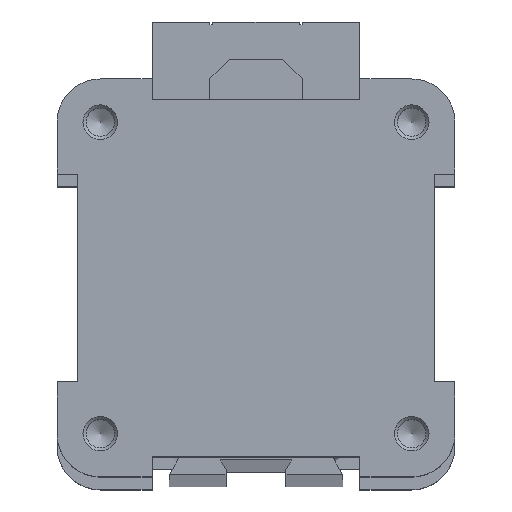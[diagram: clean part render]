
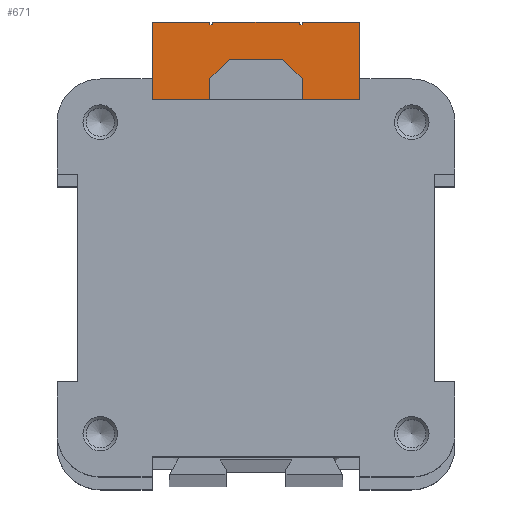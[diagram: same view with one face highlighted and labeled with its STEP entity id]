
A CAD part, top view. The second image highlights one B-rep face of the part: STEP entity #671.
In plain terms, the highlighted planar face has unit normal (0, 0, 1).
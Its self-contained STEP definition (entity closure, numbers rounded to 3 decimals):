
#671 = ADVANCED_FACE( '', ( #1361 ), #1362, .T. );
#1361 = FACE_OUTER_BOUND( '', #2060, .T. );
#1362 = PLANE( '', #2061 );
#2060 = EDGE_LOOP( '', ( #3800, #3801, #3802, #3803, #3804, #3805, #3806, #3807, #3808, #3809, #3810, #3811, #3812, #3813, #3814, #3815 ) );
#2061 = AXIS2_PLACEMENT_3D( '', #3816, #3817, #3818 );
#3800 = ORIENTED_EDGE( '', *, *, #4196, .T. );
#3801 = ORIENTED_EDGE( '', *, *, #4594, .T. );
#3802 = ORIENTED_EDGE( '', *, *, #4394, .T. );
#3803 = ORIENTED_EDGE( '', *, *, #4737, .T. );
#3804 = ORIENTED_EDGE( '', *, *, #4740, .T. );
#3805 = ORIENTED_EDGE( '', *, *, #4507, .T. );
#3806 = ORIENTED_EDGE( '', *, *, #4477, .T. );
#3807 = ORIENTED_EDGE( '', *, *, #4320, .T. );
#3808 = ORIENTED_EDGE( '', *, *, #4052, .T. );
#3809 = ORIENTED_EDGE( '', *, *, #4645, .T. );
#3810 = ORIENTED_EDGE( '', *, *, #4471, .T. );
#3811 = ORIENTED_EDGE( '', *, *, #4324, .T. );
#3812 = ORIENTED_EDGE( '', *, *, #4520, .T. );
#3813 = ORIENTED_EDGE( '', *, *, #4725, .T. );
#3814 = ORIENTED_EDGE( '', *, *, #4314, .T. );
#3815 = ORIENTED_EDGE( '', *, *, #4512, .T. );
#3816 = CARTESIAN_POINT( '', ( 0., 0., 576. ) );
#3817 = DIRECTION( '', ( 0., 0., 1. ) );
#3818 = DIRECTION( '', ( 1., 0., 0. ) );
#4052 = EDGE_CURVE( '', #4798, #4796, #4799, .T. );
#4196 = EDGE_CURVE( '', #5060, #5058, #5061, .T. );
#4314 = EDGE_CURVE( '', #5252, #5250, #5253, .T. );
#4320 = EDGE_CURVE( '', #5261, #4798, #5262, .T. );
#4324 = EDGE_CURVE( '', #5267, #5265, #5268, .T. );
#4394 = EDGE_CURVE( '', #5370, #5368, #5371, .T. );
#4471 = EDGE_CURVE( '', #5485, #5267, #5486, .T. );
#4477 = EDGE_CURVE( '', #5493, #5261, #5494, .T. );
#4507 = EDGE_CURVE( '', #5537, #5493, #5538, .T. );
#4512 = EDGE_CURVE( '', #5250, #5060, #5545, .T. );
#4520 = EDGE_CURVE( '', #5265, #5553, #5555, .T. );
#4594 = EDGE_CURVE( '', #5058, #5370, #5652, .T. );
#4645 = EDGE_CURVE( '', #4796, #5485, #5721, .T. );
#4725 = EDGE_CURVE( '', #5553, #5252, #5805, .T. );
#4737 = EDGE_CURVE( '', #5368, #5816, #5818, .T. );
#4740 = EDGE_CURVE( '', #5816, #5537, #5821, .T. );
#4796 = VERTEX_POINT( '', #5880 );
#4798 = VERTEX_POINT( '', #5883 );
#4799 = LINE( '', #5884, #5885 );
#5058 = VERTEX_POINT( '', #6238 );
#5060 = VERTEX_POINT( '', #6241 );
#5061 = LINE( '', #6242, #6243 );
#5250 = VERTEX_POINT( '', #6508 );
#5252 = VERTEX_POINT( '', #6511 );
#5253 = LINE( '', #6512, #6513 );
#5261 = VERTEX_POINT( '', #6522 );
#5262 = LINE( '', #6523, #6524 );
#5265 = VERTEX_POINT( '', #6528 );
#5267 = VERTEX_POINT( '', #6531 );
#5268 = LINE( '', #6532, #6533 );
#5368 = VERTEX_POINT( '', #6676 );
#5370 = VERTEX_POINT( '', #6679 );
#5371 = LINE( '', #6680, #6681 );
#5485 = VERTEX_POINT( '', #6840 );
#5486 = LINE( '', #6841, #6842 );
#5493 = VERTEX_POINT( '', #6852 );
#5494 = LINE( '', #6853, #6854 );
#5537 = VERTEX_POINT( '', #6918 );
#5538 = LINE( '', #6919, #6920 );
#5545 = LINE( '', #6928, #6929 );
#5553 = VERTEX_POINT( '', #6941 );
#5555 = LINE( '', #6944, #6945 );
#5652 = LINE( '', #7086, #7087 );
#5721 = LINE( '', #7183, #7184 );
#5805 = LINE( '', #7299, #7300 );
#5816 = VERTEX_POINT( '', #7313 );
#5818 = CIRCLE( '', #7316, 20. );
#5821 = LINE( '', #7319, #7320 );
#5880 = CARTESIAN_POINT( '', ( 8., 44., 576. ) );
#5883 = CARTESIAN_POINT( '', ( 8., 44.5, 576. ) );
#5884 = CARTESIAN_POINT( '', ( 8., 44.5, 576. ) );
#5885 = VECTOR( '', #7372, 1000. );
#6238 = CARTESIAN_POINT( '', ( -18., 29., 576. ) );
#6241 = CARTESIAN_POINT( '', ( -18., 44.5, 576. ) );
#6242 = CARTESIAN_POINT( '', ( -18., 44.5, 576. ) );
#6243 = VECTOR( '', #7552, 1000. );
#6508 = CARTESIAN_POINT( '', ( -8., 44.5, 576. ) );
#6511 = CARTESIAN_POINT( '', ( -8., 44., 576. ) );
#6512 = CARTESIAN_POINT( '', ( -8., 44., 576. ) );
#6513 = VECTOR( '', #7672, 1000. );
#6522 = CARTESIAN_POINT( '', ( 18., 44.5, 576. ) );
#6523 = CARTESIAN_POINT( '', ( 18., 44.5, 576. ) );
#6524 = VECTOR( '', #7680, 1000. );
#6528 = CARTESIAN_POINT( '', ( -7.5, 44.5, 576. ) );
#6531 = CARTESIAN_POINT( '', ( 7.5, 44.5, 576. ) );
#6532 = CARTESIAN_POINT( '', ( 7.5, 44.5, 576. ) );
#6533 = VECTOR( '', #7683, 1000. );
#6676 = CARTESIAN_POINT( '', ( -4., 19.596, 576. ) );
#6679 = CARTESIAN_POINT( '', ( -4., 29., 576. ) );
#6680 = CARTESIAN_POINT( '', ( -4., 29., 576. ) );
#6681 = VECTOR( '', #7746, 1000. );
#6840 = CARTESIAN_POINT( '', ( 7.5, 44., 576. ) );
#6841 = CARTESIAN_POINT( '', ( 7.5, 44., 576. ) );
#6842 = VECTOR( '', #7819, 1000. );
#6852 = CARTESIAN_POINT( '', ( 18., 29., 576. ) );
#6853 = CARTESIAN_POINT( '', ( 18., 29., 576. ) );
#6854 = VECTOR( '', #7823, 1000. );
#6918 = CARTESIAN_POINT( '', ( 4., 29., 576. ) );
#6919 = CARTESIAN_POINT( '', ( -18., 29., 576. ) );
#6920 = VECTOR( '', #7845, 1000. );
#6928 = CARTESIAN_POINT( '', ( -8., 44.5, 576. ) );
#6929 = VECTOR( '', #7853, 1000. );
#6941 = CARTESIAN_POINT( '', ( -7.5, 44., 576. ) );
#6944 = CARTESIAN_POINT( '', ( -7.5, 44.5, 576. ) );
#6945 = VECTOR( '', #7859, 1000. );
#7086 = CARTESIAN_POINT( '', ( -18., 29., 576. ) );
#7087 = VECTOR( '', #7937, 1000. );
#7183 = CARTESIAN_POINT( '', ( 8., 44., 576. ) );
#7184 = VECTOR( '', #7989, 1000. );
#7299 = CARTESIAN_POINT( '', ( -7.5, 44., 576. ) );
#7300 = VECTOR( '', #8039, 1000. );
#7313 = CARTESIAN_POINT( '', ( 4., 19.596, 576. ) );
#7316 = AXIS2_PLACEMENT_3D( '', #8043, #8044, #8045 );
#7319 = CARTESIAN_POINT( '', ( 4., 19.596, 576. ) );
#7320 = VECTOR( '', #8046, 1000. );
#7372 = DIRECTION( '', ( 0., -1., 0. ) );
#7552 = DIRECTION( '', ( 0., -1., 0. ) );
#7672 = DIRECTION( '', ( 0., 1., 0. ) );
#7680 = DIRECTION( '', ( -1., 0., 0. ) );
#7683 = DIRECTION( '', ( -1., 0., 0. ) );
#7746 = DIRECTION( '', ( 0., -1., 0. ) );
#7819 = DIRECTION( '', ( 0., 1., 0. ) );
#7823 = DIRECTION( '', ( 0., 1., 0. ) );
#7845 = DIRECTION( '', ( 1., 0., 0. ) );
#7853 = DIRECTION( '', ( -1., 0., 0. ) );
#7859 = DIRECTION( '', ( 0., -1., 0. ) );
#7937 = DIRECTION( '', ( 1., 0., 0. ) );
#7989 = DIRECTION( '', ( -1., 0., 0. ) );
#8039 = DIRECTION( '', ( -1., 0., 0. ) );
#8043 = CARTESIAN_POINT( '', ( 0., 0., 576. ) );
#8044 = DIRECTION( '', ( 0., 0., 1. ) );
#8045 = DIRECTION( '', ( 1., 0., 0. ) );
#8046 = DIRECTION( '', ( 0., 1., 0. ) );
